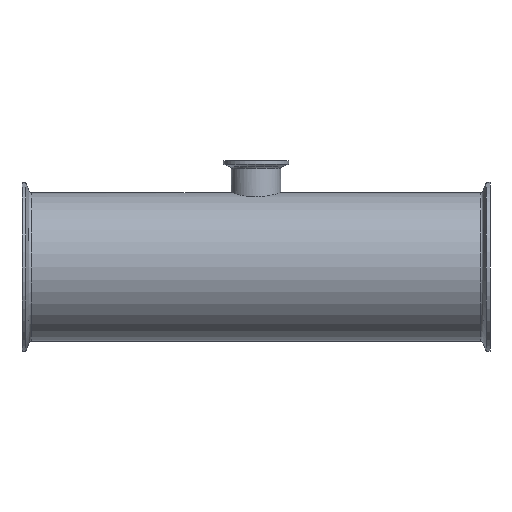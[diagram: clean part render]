
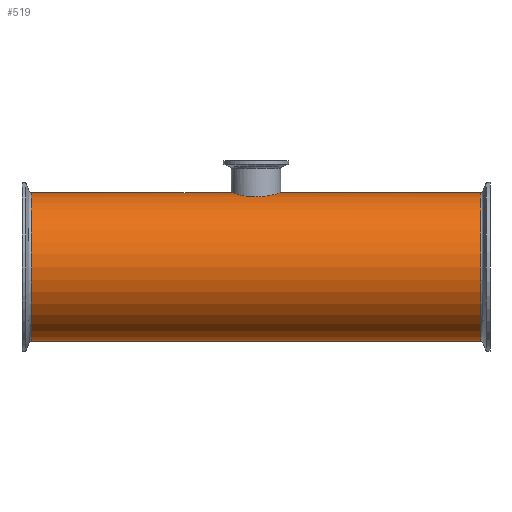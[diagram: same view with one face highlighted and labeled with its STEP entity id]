
A CAD part, front view. The second image highlights one B-rep face of the part: STEP entity #519.
In plain terms, the highlighted cylindrical face has radius 57.15 mm (diameter 114.3 mm), a full revolution.
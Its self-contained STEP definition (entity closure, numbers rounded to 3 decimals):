
#15=B_SPLINE_CURVE_WITH_KNOTS('',3,(#914,#915,#916,#917,#918,#919,#920,
#921,#922,#923,#924,#925,#926,#927,#928,#929,#930,#931),.UNSPECIFIED.,.F.,
 .F.,(4,2,2,2,2,2,2,2,4),(0.,0.362,0.724,1.086,
1.448,1.809,2.171,2.533,2.894),
 .UNSPECIFIED.);
#16=B_SPLINE_CURVE_WITH_KNOTS('',3,(#932,#933,#934,#935,#936,#937,#938,
#939,#940,#941,#942,#943,#944,#945,#946,#947,#948,#949,#950,#951,#952,#953,
#954,#955,#956,#957,#958,#959,#960,#961,#962,#963,#964,#965,#966,#967,#968,
#969,#970,#971,#972,#973,#974,#975,#976,#977,#978,#979,#980,#981),
 .UNSPECIFIED.,.F.,.F.,(4,2,2,2,2,2,2,2,2,2,2,2,2,2,2,2,2,2,2,2,2,2,2,2,
4),(2.894,3.256,3.618,3.98,
4.341,4.703,5.065,5.427,5.789,
6.151,6.513,6.875,7.236,7.598,
7.96,8.322,8.683,9.045,9.407,
9.769,10.13,10.492,10.854,11.216,
11.578),.UNSPECIFIED.);
#19=CYLINDRICAL_SURFACE('',#592,57.15);
#28=FACE_BOUND('',#126,.T.);
#43=LINE('',#911,#59);
#59=VECTOR('',#722,57.15);
#89=FACE_OUTER_BOUND('',#125,.T.);
#125=EDGE_LOOP('',(#378,#379,#380,#381,#382,#383));
#126=EDGE_LOOP('',(#384,#385));
#173=CIRCLE('',#588,57.15);
#174=CIRCLE('',#589,57.15);
#176=CIRCLE('',#593,57.15);
#177=CIRCLE('',#594,57.15);
#228=VERTEX_POINT('',#897);
#229=VERTEX_POINT('',#899);
#231=VERTEX_POINT('',#907);
#232=VERTEX_POINT('',#908);
#233=VERTEX_POINT('',#912);
#234=VERTEX_POINT('',#913);
#283=EDGE_CURVE('',#228,#229,#173,.T.);
#284=EDGE_CURVE('',#229,#228,#174,.T.);
#287=EDGE_CURVE('',#231,#232,#176,.T.);
#288=EDGE_CURVE('',#232,#231,#177,.T.);
#289=EDGE_CURVE('',#232,#229,#43,.T.);
#290=EDGE_CURVE('',#233,#234,#15,.T.);
#291=EDGE_CURVE('',#234,#233,#16,.T.);
#378=ORIENTED_EDGE('',*,*,#287,.F.);
#379=ORIENTED_EDGE('',*,*,#288,.F.);
#380=ORIENTED_EDGE('',*,*,#289,.T.);
#381=ORIENTED_EDGE('',*,*,#283,.F.);
#382=ORIENTED_EDGE('',*,*,#284,.F.);
#383=ORIENTED_EDGE('',*,*,#289,.F.);
#384=ORIENTED_EDGE('',*,*,#290,.T.);
#385=ORIENTED_EDGE('',*,*,#291,.T.);
#519=ADVANCED_FACE('',(#89,#28),#19,.T.);
#588=AXIS2_PLACEMENT_3D('',#900,#707,#708);
#589=AXIS2_PLACEMENT_3D('',#901,#709,#710);
#592=AXIS2_PLACEMENT_3D('',#906,#716,#717);
#593=AXIS2_PLACEMENT_3D('',#909,#718,#719);
#594=AXIS2_PLACEMENT_3D('',#910,#720,#721);
#707=DIRECTION('center_axis',(-1.,0.,0.));
#708=DIRECTION('ref_axis',(0.,0.,-1.));
#709=DIRECTION('center_axis',(-1.,0.,0.));
#710=DIRECTION('ref_axis',(0.,0.,-1.));
#716=DIRECTION('center_axis',(1.,0.,0.));
#717=DIRECTION('ref_axis',(0.,1.,0.));
#718=DIRECTION('center_axis',(1.,0.,0.));
#719=DIRECTION('ref_axis',(0.,0.,-1.));
#720=DIRECTION('center_axis',(1.,0.,0.));
#721=DIRECTION('ref_axis',(0.,0.,-1.));
#722=DIRECTION('',(-1.,0.,0.));
#897=CARTESIAN_POINT('',(-172.892,0.,57.15));
#899=CARTESIAN_POINT('',(-172.892,-57.15,0.));
#900=CARTESIAN_POINT('Origin',(-172.892,0.,0.));
#901=CARTESIAN_POINT('Origin',(-172.892,0.,0.));
#906=CARTESIAN_POINT('Origin',(0.,0.,0.));
#907=CARTESIAN_POINT('',(172.892,0.,-57.15));
#908=CARTESIAN_POINT('',(172.892,-57.15,0.));
#909=CARTESIAN_POINT('Origin',(172.892,0.,0.));
#910=CARTESIAN_POINT('Origin',(172.892,0.,0.));
#911=CARTESIAN_POINT('',(0.,-57.15,0.));
#912=CARTESIAN_POINT('',(0.,-19.05,53.882));
#913=CARTESIAN_POINT('',(-19.05,0.,57.15));
#914=CARTESIAN_POINT('Ctrl Pts',(0.,-19.05,53.882));
#915=CARTESIAN_POINT('Ctrl Pts',(-1.206,-19.05,53.882));
#916=CARTESIAN_POINT('Ctrl Pts',(-2.451,-18.934,53.923));
#917=CARTESIAN_POINT('Ctrl Pts',(-4.919,-18.447,54.092));
#918=CARTESIAN_POINT('Ctrl Pts',(-6.144,-18.077,54.218));
#919=CARTESIAN_POINT('Ctrl Pts',(-8.488,-17.102,54.534));
#920=CARTESIAN_POINT('Ctrl Pts',(-9.609,-16.497,54.722));
#921=CARTESIAN_POINT('Ctrl Pts',(-11.68,-15.101,55.124));
#922=CARTESIAN_POINT('Ctrl Pts',(-12.63,-14.311,55.336));
#923=CARTESIAN_POINT('Ctrl Pts',(-14.311,-12.63,55.744));
#924=CARTESIAN_POINT('Ctrl Pts',(-15.101,-11.68,55.954));
#925=CARTESIAN_POINT('Ctrl Pts',(-16.496,-9.609,56.346));
#926=CARTESIAN_POINT('Ctrl Pts',(-17.102,-8.488,56.529));
#927=CARTESIAN_POINT('Ctrl Pts',(-18.077,-6.144,56.831));
#928=CARTESIAN_POINT('Ctrl Pts',(-18.447,-4.919,56.951));
#929=CARTESIAN_POINT('Ctrl Pts',(-18.934,-2.45,57.111));
#930=CARTESIAN_POINT('Ctrl Pts',(-19.05,-1.206,57.15));
#931=CARTESIAN_POINT('Ctrl Pts',(-19.05,0.,57.15));
#932=CARTESIAN_POINT('Ctrl Pts',(-19.05,0.,57.15));
#933=CARTESIAN_POINT('Ctrl Pts',(-19.05,1.206,57.15));
#934=CARTESIAN_POINT('Ctrl Pts',(-18.934,2.45,57.111));
#935=CARTESIAN_POINT('Ctrl Pts',(-18.447,4.919,56.951));
#936=CARTESIAN_POINT('Ctrl Pts',(-18.077,6.144,56.831));
#937=CARTESIAN_POINT('Ctrl Pts',(-17.102,8.488,56.529));
#938=CARTESIAN_POINT('Ctrl Pts',(-16.496,9.609,56.346));
#939=CARTESIAN_POINT('Ctrl Pts',(-15.101,11.68,55.954));
#940=CARTESIAN_POINT('Ctrl Pts',(-14.311,12.63,55.744));
#941=CARTESIAN_POINT('Ctrl Pts',(-12.63,14.311,55.336));
#942=CARTESIAN_POINT('Ctrl Pts',(-11.68,15.101,55.124));
#943=CARTESIAN_POINT('Ctrl Pts',(-9.609,16.497,54.722));
#944=CARTESIAN_POINT('Ctrl Pts',(-8.488,17.102,54.534));
#945=CARTESIAN_POINT('Ctrl Pts',(-6.144,18.077,54.218));
#946=CARTESIAN_POINT('Ctrl Pts',(-4.919,18.447,54.092));
#947=CARTESIAN_POINT('Ctrl Pts',(-2.451,18.934,53.923));
#948=CARTESIAN_POINT('Ctrl Pts',(-1.206,19.05,53.882));
#949=CARTESIAN_POINT('Ctrl Pts',(1.206,19.05,53.882));
#950=CARTESIAN_POINT('Ctrl Pts',(2.451,18.934,53.923));
#951=CARTESIAN_POINT('Ctrl Pts',(4.919,18.447,54.092));
#952=CARTESIAN_POINT('Ctrl Pts',(6.144,18.077,54.218));
#953=CARTESIAN_POINT('Ctrl Pts',(8.488,17.102,54.534));
#954=CARTESIAN_POINT('Ctrl Pts',(9.609,16.497,54.722));
#955=CARTESIAN_POINT('Ctrl Pts',(11.68,15.101,55.124));
#956=CARTESIAN_POINT('Ctrl Pts',(12.63,14.311,55.336));
#957=CARTESIAN_POINT('Ctrl Pts',(14.311,12.63,55.744));
#958=CARTESIAN_POINT('Ctrl Pts',(15.101,11.68,55.954));
#959=CARTESIAN_POINT('Ctrl Pts',(16.496,9.609,56.346));
#960=CARTESIAN_POINT('Ctrl Pts',(17.102,8.488,56.529));
#961=CARTESIAN_POINT('Ctrl Pts',(18.077,6.144,56.831));
#962=CARTESIAN_POINT('Ctrl Pts',(18.447,4.919,56.951));
#963=CARTESIAN_POINT('Ctrl Pts',(18.934,2.45,57.111));
#964=CARTESIAN_POINT('Ctrl Pts',(19.05,1.206,57.15));
#965=CARTESIAN_POINT('Ctrl Pts',(19.05,-1.206,57.15));
#966=CARTESIAN_POINT('Ctrl Pts',(18.934,-2.45,57.111));
#967=CARTESIAN_POINT('Ctrl Pts',(18.447,-4.919,56.951));
#968=CARTESIAN_POINT('Ctrl Pts',(18.077,-6.144,56.831));
#969=CARTESIAN_POINT('Ctrl Pts',(17.102,-8.488,56.529));
#970=CARTESIAN_POINT('Ctrl Pts',(16.496,-9.609,56.346));
#971=CARTESIAN_POINT('Ctrl Pts',(15.101,-11.68,55.954));
#972=CARTESIAN_POINT('Ctrl Pts',(14.311,-12.63,55.744));
#973=CARTESIAN_POINT('Ctrl Pts',(12.63,-14.311,55.336));
#974=CARTESIAN_POINT('Ctrl Pts',(11.68,-15.101,55.124));
#975=CARTESIAN_POINT('Ctrl Pts',(9.609,-16.497,54.722));
#976=CARTESIAN_POINT('Ctrl Pts',(8.488,-17.102,54.534));
#977=CARTESIAN_POINT('Ctrl Pts',(6.144,-18.077,54.218));
#978=CARTESIAN_POINT('Ctrl Pts',(4.919,-18.447,54.092));
#979=CARTESIAN_POINT('Ctrl Pts',(2.451,-18.934,53.923));
#980=CARTESIAN_POINT('Ctrl Pts',(1.206,-19.05,53.882));
#981=CARTESIAN_POINT('Ctrl Pts',(0.,-19.05,53.882));
